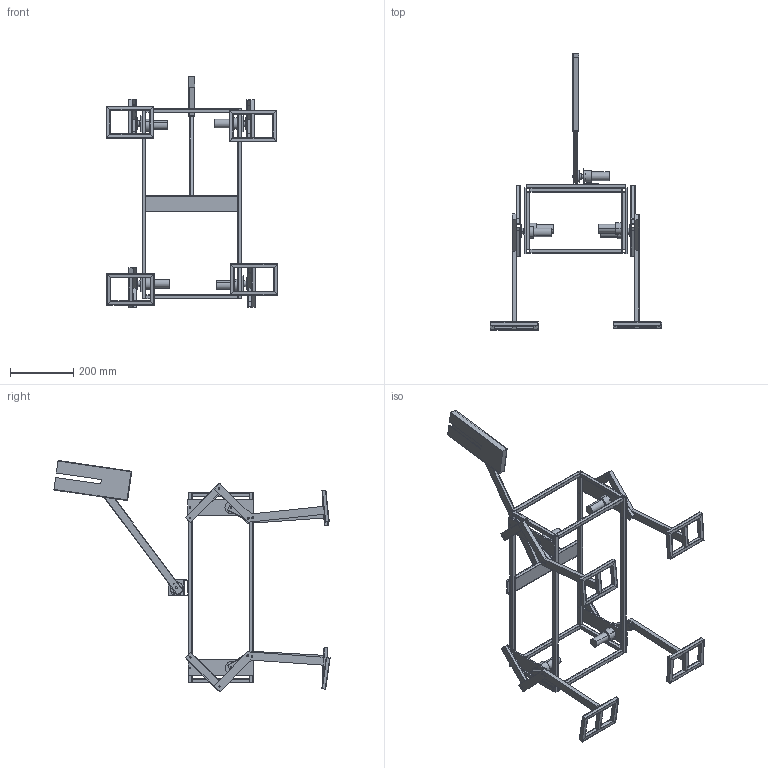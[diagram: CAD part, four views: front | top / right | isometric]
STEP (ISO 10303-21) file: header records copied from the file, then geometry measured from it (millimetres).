
FILE_DESCRIPTION (( 'STEP AP203' ), '1' );
FILE_NAME ('mainchase.STEP', '2019-02-19T13:32:11', ( '' ), ( '' ), 'SwSTEP 2.0', 'SolidWorks 2016', '' );
FILE_SCHEMA (( 'CONFIG_CONTROL_DESIGN' ));
Length unit declared in the file: millimetre
Products named in the file (24): 140sect; 100 sect; plate140-50; 350sect; angle sect; mainchase; 270 sect 1 _0.5; hub; base manual; hub for raise; 75 sect; 289 sec; 75 90; gerege cover; 150 sect; 450sect; motor; assem; 200 fixed section; motor vfor raise; base; leg assmbly; plate for raise; leg
Assembly tree (47 placements, depth 4):
  mainchase
    base  x2
      450sect
      350sect
    140sect  x4
    leg  x2
      angle sect
      150 sect
      motor
      plate140-50
      leg assmbly
        200 fixed section
        hub
    plate140-50  x2
    motor  x2
    hub  x2
    200 fixed section  x2
    angle sect  x2
    150 sect  x2
    base manual  x4
      100 sect
      75 sect
      75 90
    assem
      289 sec
      plate for raise
      motor vfor raise
      hub for raise
      270 sect 1 _0.5
      gerege cover
Bounding box: 540.35 x 871.53 x 728.74 mm (x, y, z)
Volume: 1729244.8 mm3; surface area: 1218733.4 mm2
Topology: 62 solids, 62 shells, 868 faces, 2082 edges, 1388 vertices
Faces by surface type: plane 572, cylinder 296
Entity records: 11434 total; most frequent: DIRECTION 1510, CARTESIAN_POINT 1407, ORIENTED_EDGE 1296, EDGE_CURVE 648, AXIS2_PLACEMENT_3D 535, LINE 440, VECTOR 440, VERTEX_POINT 432
